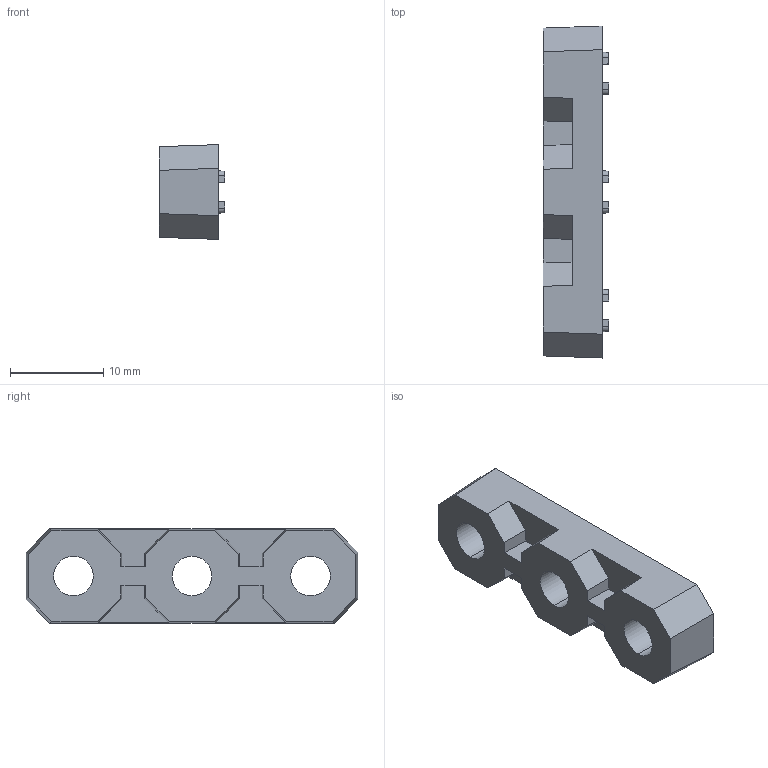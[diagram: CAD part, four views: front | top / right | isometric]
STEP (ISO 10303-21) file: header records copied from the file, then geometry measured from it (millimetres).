
FILE_DESCRIPTION (( 'STEP AP203' ), '1' );
FILE_NAME ('BEARING-FLAT.STEP', '2007-08-25T20:10:17', ( 'Innovation First, Inc.' ), ( 'Innovation First, Inc.' ), 'SwSTEP 2.0', 'SolidWorks 2006052', '' );
FILE_SCHEMA (( 'CONFIG_CONTROL_DESIGN' ));
Length unit declared in the file: inch
Products named in the file (1): BEARING-FLAT
Bounding box: 7.04 x 35.56 x 10.16 mm (x, y, z)
Volume: 1497 mm3; surface area: 1585.5 mm2
Topology: 1 solids, 1 shells, 134 faces, 354 edges, 236 vertices
Faces by surface type: plane 104, cylinder 18, cone 12
Entity records: 4209 total; most frequent: CARTESIAN_POINT 869, ORIENTED_EDGE 708, DIRECTION 612, EDGE_CURVE 354, VECTOR 270, LINE 270, VERTEX_POINT 236, AXIS2_PLACEMENT_3D 171
